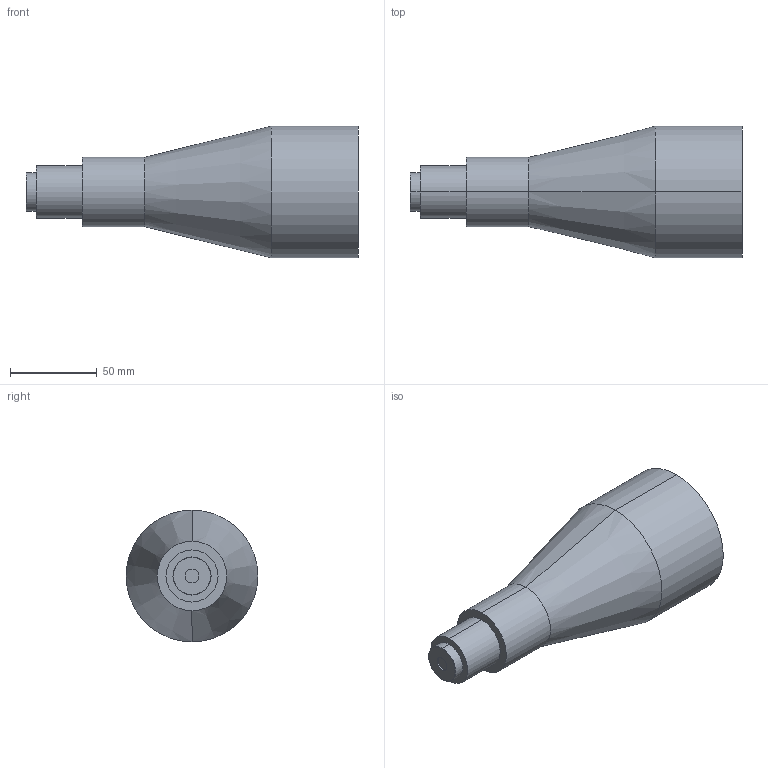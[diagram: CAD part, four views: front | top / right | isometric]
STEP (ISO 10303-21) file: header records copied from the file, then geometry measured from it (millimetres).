
FILE_DESCRIPTION (( 'STEP AP214' ), '1' );
FILE_NAME ('450063.STEP', '2025-11-19T05:46:33', ( '' ), ( '' ), 'SwSTEP 2.0', 'SolidWorks 2020', '' );
FILE_SCHEMA (( 'AUTOMOTIVE_DESIGN' ));
Length unit declared in the file: millimetre
Products named in the file (1): 450063
Bounding box: 191.45 x 76 x 76 mm (x, y, z)
Volume: 489122.2 mm3; surface area: 39061.8 mm2
Topology: 1 solids, 1 shells, 22 faces, 42 edges, 26 vertices
Faces by surface type: cylinder 12, plane 6, cone 4
Entity records: 598 total; most frequent: DIRECTION 114, CARTESIAN_POINT 91, ORIENTED_EDGE 84, AXIS2_PLACEMENT_3D 49, EDGE_CURVE 42, VERTEX_POINT 26, EDGE_LOOP 26, CIRCLE 26
